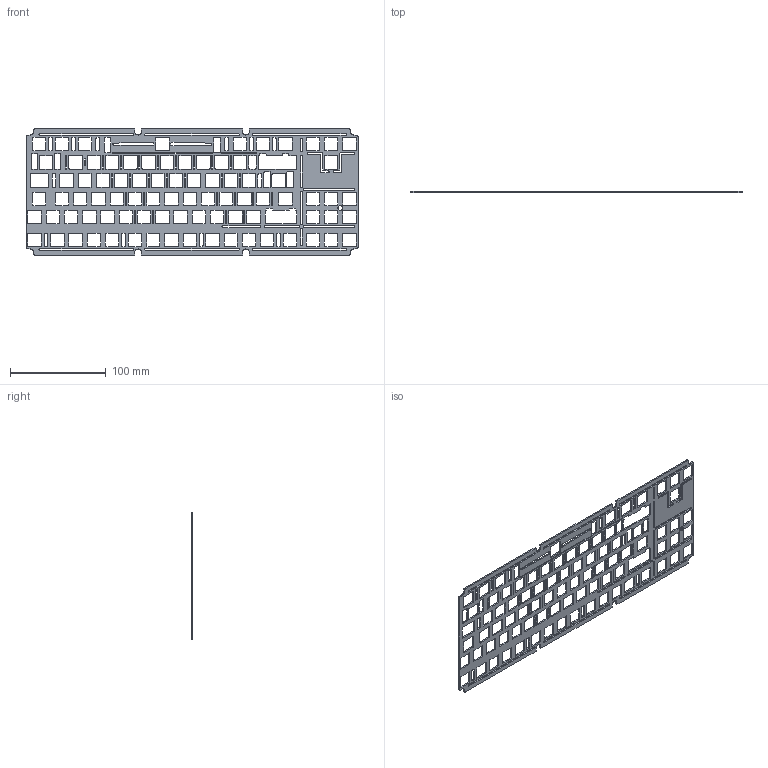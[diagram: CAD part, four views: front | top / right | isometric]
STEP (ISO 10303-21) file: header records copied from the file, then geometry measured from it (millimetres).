
FILE_DESCRIPTION (( 'STEP AP214' ), '1' );
FILE_NAME ('Plate1.6 Tsangan.STEP', '2020-12-28T03:08:23', ( '' ), ( '' ), 'SwSTEP 2.0', 'SolidWorks 2018', '' );
FILE_SCHEMA (( 'AUTOMOTIVE_DESIGN' ));
Length unit declared in the file: millimetre
Products named in the file (1): Plate1.6 Tsangan
Bounding box: 346.61 x 1.5 x 132.01 mm (x, y, z)
Volume: 35164.2 mm3; surface area: 61668 mm2
Topology: 1 solids, 1 shells, 1148 faces, 3438 edges, 2292 vertices
Faces by surface type: plane 640, cylinder 508
Entity records: 39512 total; most frequent: CARTESIAN_POINT 6879, ORIENTED_EDGE 6876, DIRECTION 6752, EDGE_CURVE 3438, LINE 2422, VECTOR 2422, VERTEX_POINT 2292, AXIS2_PLACEMENT_3D 2165
